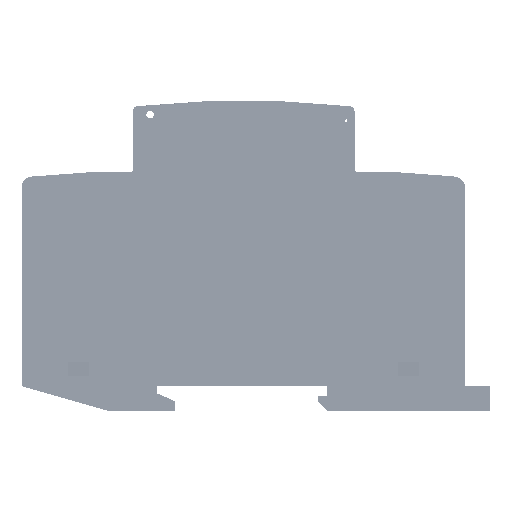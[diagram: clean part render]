
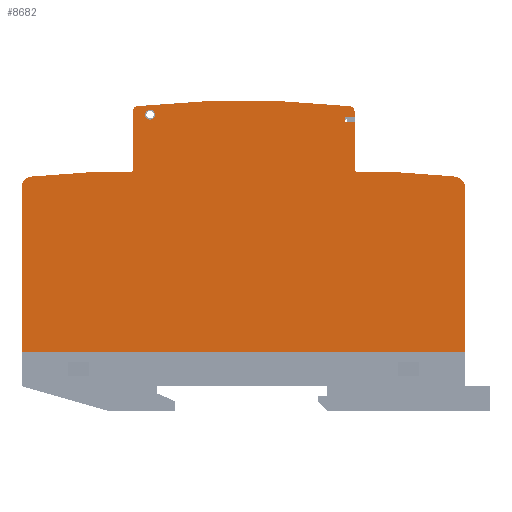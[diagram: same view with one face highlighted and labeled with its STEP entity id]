
A CAD part, left-side view. The second image highlights one B-rep face of the part: STEP entity #8682.
In plain terms, the highlighted face is planar.
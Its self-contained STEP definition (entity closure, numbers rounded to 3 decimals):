
#8682=ADVANCED_FACE('',(#23830,#23832),#23834,.T.);
#23830=FACE_BOUND('',#23831,.T.);
#23831=EDGE_LOOP('',(#51140,#51141,#51142,#51143,#51144,#51145,#51146,#51147,#51148,
#51149,#51150,#51151,#51152,#51153,#51154,#51155,#51156,#51157,#51158,#51159,#51160,
#51161,#51162,#51163));
#23832=FACE_BOUND('',#23833,.T.);
#23833=EDGE_LOOP('',(#51164));
#23834=PLANE('',#23835);
#23835=AXIS2_PLACEMENT_3D('',#23836,#23837,#23838);
#23836=CARTESIAN_POINT('',(0.,0.,52.5));
#23837=DIRECTION('',(0.,0.,1.));
#23838=DIRECTION('',(1.,0.,0.));
#51140=ORIENTED_EDGE('',*,*,#69535,.T.);
#51141=ORIENTED_EDGE('',*,*,#69519,.T.);
#51142=ORIENTED_EDGE('',*,*,#69548,.T.);
#51143=ORIENTED_EDGE('',*,*,#69549,.T.);
#51144=ORIENTED_EDGE('',*,*,#69489,.T.);
#51145=ORIENTED_EDGE('',*,*,#69487,.T.);
#51146=ORIENTED_EDGE('',*,*,#69550,.T.);
#51147=ORIENTED_EDGE('',*,*,#69551,.T.);
#51148=ORIENTED_EDGE('',*,*,#69552,.T.);
#51149=ORIENTED_EDGE('',*,*,#69553,.T.);
#51150=ORIENTED_EDGE('',*,*,#69554,.T.);
#51151=ORIENTED_EDGE('',*,*,#69555,.T.);
#51152=ORIENTED_EDGE('',*,*,#66542,.T.);
#51153=ORIENTED_EDGE('',*,*,#66540,.T.);
#51154=ORIENTED_EDGE('',*,*,#66534,.T.);
#51155=ORIENTED_EDGE('',*,*,#69556,.T.);
#51156=ORIENTED_EDGE('',*,*,#66779,.T.);
#51157=ORIENTED_EDGE('',*,*,#69557,.T.);
#51158=ORIENTED_EDGE('',*,*,#69558,.T.);
#51159=ORIENTED_EDGE('',*,*,#69559,.T.);
#51160=ORIENTED_EDGE('',*,*,#69560,.T.);
#51161=ORIENTED_EDGE('',*,*,#69527,.T.);
#51162=ORIENTED_EDGE('',*,*,#69547,.F.);
#51163=ORIENTED_EDGE('',*,*,#69561,.T.);
#51164=ORIENTED_EDGE('',*,*,#69562,.F.);
#66534=EDGE_CURVE('',#79661,#79659,#79662,.T.);
#66540=EDGE_CURVE('',#79671,#79661,#79672,.T.);
#66542=EDGE_CURVE('',#79674,#79671,#79675,.T.);
#66779=EDGE_CURVE('',#80145,#80143,#80146,.T.);
#69487=EDGE_CURVE('',#85397,#85395,#85398,.T.);
#69489=EDGE_CURVE('',#85400,#85397,#85401,.T.);
#69519=EDGE_CURVE('',#85451,#85449,#85452,.T.);
#69527=EDGE_CURVE('',#85465,#85463,#85466,.T.);
#69535=EDGE_CURVE('',#85476,#85451,#85477,.T.);
#69547=EDGE_CURVE('',#85493,#85463,#85495,.T.);
#69548=EDGE_CURVE('',#85449,#85496,#85497,.T.);
#69549=EDGE_CURVE('',#85496,#85400,#85498,.T.);
#69550=EDGE_CURVE('',#85395,#85499,#85500,.T.);
#69551=EDGE_CURVE('',#85499,#85501,#85502,.T.);
#69552=EDGE_CURVE('',#85501,#85503,#85504,.T.);
#69553=EDGE_CURVE('',#85503,#85505,#85506,.T.);
#69554=EDGE_CURVE('',#85505,#85507,#85508,.T.);
#69555=EDGE_CURVE('',#85507,#79674,#85509,.T.);
#69556=EDGE_CURVE('',#79659,#80145,#85510,.T.);
#69557=EDGE_CURVE('',#80143,#85511,#85512,.T.);
#69558=EDGE_CURVE('',#85511,#85513,#85514,.T.);
#69559=EDGE_CURVE('',#85513,#85515,#85516,.T.);
#69560=EDGE_CURVE('',#85515,#85465,#85517,.T.);
#69561=EDGE_CURVE('',#85493,#85476,#85518,.T.);
#69562=EDGE_CURVE('',#85519,#85519,#85520,.T.);
#79659=VERTEX_POINT('',#107368);
#79661=VERTEX_POINT('',#107372);
#79662=B_SPLINE_CURVE_WITH_KNOTS('',3,
(#107373,#107374,#107375,#107376),
.UNSPECIFIED.,.F.,.F.,
(4,4),
(0.,1.),
.UNSPECIFIED.);
#79671=VERTEX_POINT('',#107395);
#79672=LINE('',#107396,#107397);
#79674=VERTEX_POINT('',#107402);
#79675=B_SPLINE_CURVE_WITH_KNOTS('',3,
(#107403,#107404,#107405,#107406),
.UNSPECIFIED.,.F.,.F.,
(4,4),
(0.,1.),
.UNSPECIFIED.);
#80143=VERTEX_POINT('',#108374);
#80145=VERTEX_POINT('',#108378);
#80146=LINE('',#108379,#108380);
#85395=VERTEX_POINT('',#119386);
#85397=VERTEX_POINT('',#119390);
#85398=LINE('',#119391,#119392);
#85400=VERTEX_POINT('',#119397);
#85401=CIRCLE('',#119398,1.);
#85449=VERTEX_POINT('',#119513);
#85451=VERTEX_POINT('',#119517);
#85452=LINE('',#119518,#119519);
#85463=VERTEX_POINT('',#119543);
#85465=VERTEX_POINT('',#119547);
#85466=LINE('',#119548,#119549);
#85476=VERTEX_POINT('',#119620);
#85477=LINE('',#119621,#119622);
#85493=VERTEX_POINT('',#119659);
#85495=LINE('',#119663,#119664);
#85496=VERTEX_POINT('',#119666);
#85497=CIRCLE('',#119667,1.);
#85498=CIRCLE('',#119671,200.);
#85499=VERTEX_POINT('',#119675);
#85500=CIRCLE('',#119676,0.5);
#85501=VERTEX_POINT('',#119680);
#85502=LINE('',#119681,#119682);
#85503=VERTEX_POINT('',#119684);
#85504=LINE('',#119685,#119686);
#85505=VERTEX_POINT('',#119688);
#85506=CIRCLE('',#119689,2.);
#85507=VERTEX_POINT('',#119693);
#85508=LINE('',#119694,#119695);
#85509=LINE('',#119697,#119698);
#85510=LINE('',#119700,#119701);
#85511=VERTEX_POINT('',#119703);
#85512=CIRCLE('',#119704,2.5);
#85513=VERTEX_POINT('',#119708);
#85514=LINE('',#119709,#119710);
#85515=VERTEX_POINT('',#119712);
#85516=LINE('',#119713,#119714);
#85517=CIRCLE('',#119716,0.5);
#85518=LINE('',#119720,#119721);
#85519=VERTEX_POINT('',#119723);
#85520=CIRCLE('',#119724,1.);
#107368=CARTESIAN_POINT('',(44.101,5.,52.5));
#107372=CARTESIAN_POINT('',(44.1,4.963,52.5));
#107373=CARTESIAN_POINT('',(44.1,4.963,52.5));
#107374=CARTESIAN_POINT('',(44.101,4.975,52.5));
#107375=CARTESIAN_POINT('',(44.1,4.988,52.5));
#107376=CARTESIAN_POINT('',(44.101,5.,52.5));
#107395=CARTESIAN_POINT('',(-44.1,4.963,52.5));
#107396=CARTESIAN_POINT('',(-44.1,4.963,52.5));
#107397=VECTOR('',#107398,1.);
#107398=DIRECTION('',(1.,0.,0.));
#107402=CARTESIAN_POINT('',(-44.101,5.,52.5));
#107403=CARTESIAN_POINT('',(-44.101,5.,52.5));
#107404=CARTESIAN_POINT('',(-44.1,4.988,52.5));
#107405=CARTESIAN_POINT('',(-44.101,4.975,52.5));
#107406=CARTESIAN_POINT('',(-44.1,4.963,52.5));
#108374=CARTESIAN_POINT('',(45.,38.085,52.5));
#108378=CARTESIAN_POINT('',(45.,5.,52.5));
#108379=CARTESIAN_POINT('',(45.,5.,52.5));
#108380=VECTOR('',#108381,1.);
#108381=DIRECTION('',(0.,1.,0.));
#119386=CARTESIAN_POINT('',(-22.5,42.,52.5));
#119390=CARTESIAN_POINT('',(-22.5,53.835,52.5));
#119391=CARTESIAN_POINT('',(-22.5,53.835,52.5));
#119392=VECTOR('',#119393,1.);
#119393=DIRECTION('',(0.,-1.,0.));
#119397=CARTESIAN_POINT('',(-21.608,54.829,52.5));
#119398=AXIS2_PLACEMENT_3D('',#119399,#119400,#119401);
#119399=CARTESIAN_POINT('',(-21.5,53.835,52.5));
#119400=DIRECTION('',(0.,0.,1.));
#119401=DIRECTION('',(-0.108,0.994,0.));
#119513=CARTESIAN_POINT('',(22.5,53.835,52.5));
#119517=CARTESIAN_POINT('',(22.5,52.663,52.5));
#119518=CARTESIAN_POINT('',(22.5,52.663,52.5));
#119519=VECTOR('',#119520,1.);
#119520=DIRECTION('',(0.,1.,0.));
#119543=CARTESIAN_POINT('',(22.5,51.663,52.5));
#119547=CARTESIAN_POINT('',(22.5,42.,52.5));
#119548=CARTESIAN_POINT('',(22.5,42.,52.5));
#119549=VECTOR('',#119550,1.);
#119550=DIRECTION('',(0.,1.,0.));
#119620=CARTESIAN_POINT('',(20.5,52.663,52.5));
#119621=CARTESIAN_POINT('',(20.5,52.663,52.5));
#119622=VECTOR('',#119623,1.);
#119623=DIRECTION('',(1.,0.,0.));
#119659=CARTESIAN_POINT('',(20.5,51.663,52.5));
#119663=CARTESIAN_POINT('',(20.5,51.663,52.5));
#119664=VECTOR('',#119665,1.);
#119665=DIRECTION('',(1.,0.,0.));
#119666=CARTESIAN_POINT('',(21.608,54.829,52.5));
#119667=AXIS2_PLACEMENT_3D('',#119668,#119669,#119670);
#119668=CARTESIAN_POINT('',(21.5,53.835,52.5));
#119669=DIRECTION('',(0.,0.,1.));
#119670=DIRECTION('',(1.,0.,0.));
#119671=AXIS2_PLACEMENT_3D('',#119672,#119673,#119674);
#119672=CARTESIAN_POINT('',(0.,-144.,52.5));
#119673=DIRECTION('',(0.,-0.,1.));
#119674=DIRECTION('',(0.108,0.994,0.));
#119675=CARTESIAN_POINT('',(-23.,41.5,52.5));
#119676=AXIS2_PLACEMENT_3D('',#119677,#119678,#119679);
#119677=CARTESIAN_POINT('',(-23.,42.,52.5));
#119678=DIRECTION('',(0.,0.,-1.));
#119679=DIRECTION('',(1.,0.,0.));
#119680=CARTESIAN_POINT('',(-30.25,41.5,52.5));
#119681=CARTESIAN_POINT('',(-23.,41.5,52.5));
#119682=VECTOR('',#119683,1.);
#119683=DIRECTION('',(-1.,0.,0.));
#119684=CARTESIAN_POINT('',(-43.14,40.546,52.5));
#119685=CARTESIAN_POINT('',(-30.25,41.5,52.5));
#119686=VECTOR('',#119687,1.);
#119687=DIRECTION('',(-0.997,-0.074,0.));
#119688=CARTESIAN_POINT('',(-45.,38.551,52.5));
#119689=AXIS2_PLACEMENT_3D('',#119690,#119691,#119692);
#119690=CARTESIAN_POINT('',(-43.,38.551,52.5));
#119691=DIRECTION('',(0.,0.,1.));
#119692=DIRECTION('',(-0.07,0.998,0.));
#119693=CARTESIAN_POINT('',(-45.,5.,52.5));
#119694=CARTESIAN_POINT('',(-45.,38.551,52.5));
#119695=VECTOR('',#119696,1.);
#119696=DIRECTION('',(0.,-1.,0.));
#119697=CARTESIAN_POINT('',(-45.,5.,52.5));
#119698=VECTOR('',#119699,1.);
#119699=DIRECTION('',(1.,0.,0.));
#119700=CARTESIAN_POINT('',(44.101,5.,52.5));
#119701=VECTOR('',#119702,1.);
#119702=DIRECTION('',(1.,0.,0.));
#119703=CARTESIAN_POINT('',(42.674,40.579,52.5));
#119704=AXIS2_PLACEMENT_3D('',#119705,#119706,#119707);
#119705=CARTESIAN_POINT('',(42.5,38.085,52.5));
#119706=DIRECTION('',(0.,0.,1.));
#119707=DIRECTION('',(1.,0.,0.));
#119708=CARTESIAN_POINT('',(30.25,41.5,52.5));
#119709=CARTESIAN_POINT('',(42.674,40.579,52.5));
#119710=VECTOR('',#119711,1.);
#119711=DIRECTION('',(-0.997,0.074,0.));
#119712=CARTESIAN_POINT('',(23.,41.5,52.5));
#119713=CARTESIAN_POINT('',(30.25,41.5,52.5));
#119714=VECTOR('',#119715,1.);
#119715=DIRECTION('',(-1.,0.,0.));
#119716=AXIS2_PLACEMENT_3D('',#119717,#119718,#119719);
#119717=CARTESIAN_POINT('',(23.,42.,52.5));
#119718=DIRECTION('',(0.,0.,-1.));
#119719=DIRECTION('',(0.,-1.,0.));
#119720=CARTESIAN_POINT('',(20.5,51.663,52.5));
#119721=VECTOR('',#119722,1.);
#119722=DIRECTION('',(0.,1.,0.));
#119723=CARTESIAN_POINT('',(-19.,54.1,52.5));
#119724=AXIS2_PLACEMENT_3D('',#119725,#119726,#119727);
#119725=CARTESIAN_POINT('',(-19.,53.1,52.5));
#119726=DIRECTION('',(0.,0.,1.));
#119727=DIRECTION('',(0.,1.,0.));
